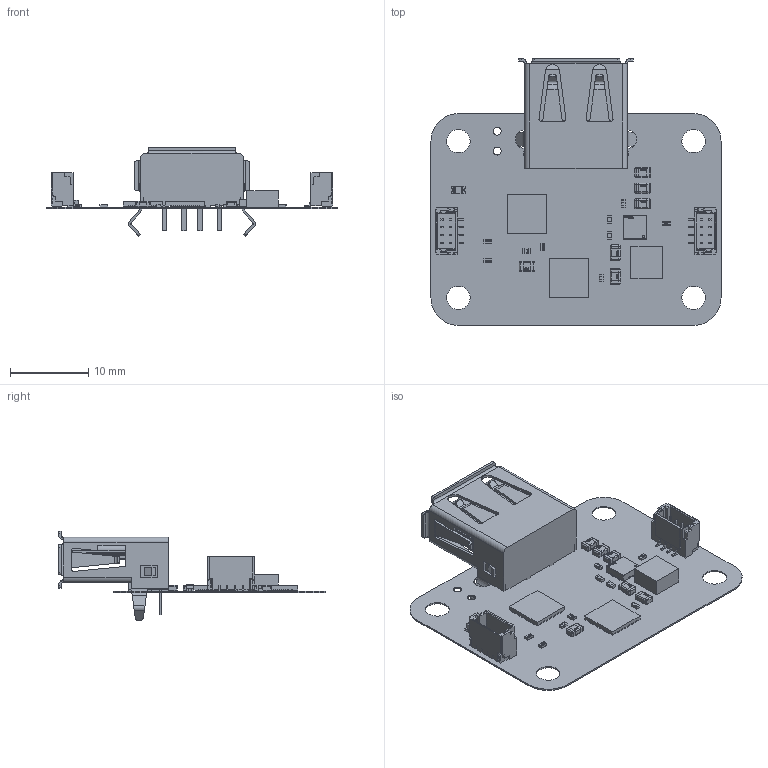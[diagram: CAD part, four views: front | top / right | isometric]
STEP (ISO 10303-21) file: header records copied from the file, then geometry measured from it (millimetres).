
FILE_DESCRIPTION(('Open CASCADE Model'),'2;1');
FILE_NAME('Open CASCADE Shape Model','2025-05-29T06:48:10',('Author'),( 'Open CASCADE'),'Open CASCADE STEP processor 7.5','Open CASCADE 7.5' ,'Unknown');
FILE_SCHEMA(('AUTOMOTIVE_DESIGN { 1 0 10303 214 1 1 1 1 }'));
Length unit declared in the file: millimetre
Products named in the file (55): PCB; Board; Open CASCADE STEP translator 7.5 1.1.1; R1; User Library-R SMD 0402; User Library-R SMD 0402_0402 BODY; User Library-R SMD 0402_0402 PAD; User Library-R SMD 0402_0402 OPIS; R7; R9; R10; 6347356272; Extruded; 6347356112; C9; C0402; C8; 0805 SMD Capacitor; U3; IC_Texas_Instruments_TPS61232DRCR_eec; Body; Pads; TI logo; Ti text; R8; C5; C4; C3; L1; 6347355632; X2; c-292303-1-e4-3d; C6; C7; U; DUELink-U-Connector-BM04B-SRSS-TB; D; DUELink-Connector-BM04B-SRSS-TB; STAT; 0603 LED Green ...
Assembly tree (70 placements, depth 4):
  PCB
    Board
      Open CASCADE STEP translator 7.5 1.1.1
    R1
      User Library-R SMD 0402
        User Library-R SMD 0402_0402 BODY
        User Library-R SMD 0402_0402 PAD  x2
        User Library-R SMD 0402_0402 OPIS
    R7
      User Library-R SMD 0402
        User Library-R SMD 0402_0402 BODY
        User Library-R SMD 0402_0402 PAD  x2
        User Library-R SMD 0402_0402 OPIS
    R9
      User Library-R SMD 0402
        User Library-R SMD 0402_0402 BODY
        User Library-R SMD 0402_0402 PAD  x2
        User Library-R SMD 0402_0402 OPIS
    R10
      6347356272
        Extruded
      6347356112  x2
        Extruded
    C9
      C0402
    C8
      0805 SMD Capacitor
    U3
      IC_Texas_Instruments_TPS61232DRCR_eec
        Body
        Pads
        TI logo
        Ti text
    R8
      6347356272
        Extruded
      6347356112  x2
        Extruded
    C5
      0805 SMD Capacitor
    C4
      0805 SMD Capacitor
    C3
      0805 SMD Capacitor
    L1
      6347355632
        Extruded
    X2
      c-292303-1-e4-3d
    C6
      C0402
    C7
      0805 SMD Capacitor
    U
      DUELink-U-Connector-BM04B-SRSS-TB
    D
      DUELink-Connector-BM04B-SRSS-TB
    STAT
      0603 LED Green
        Solid1
Bounding box: 37 x 34 x 11.37 mm (x, y, z)
Volume: 1057 mm3; surface area: 4049.1 mm2
Topology: 170 solids, 170 shells, 3409 faces, 9893 edges, 8295 vertices
Faces by surface type: plane 2159, cylinder 622, bspline 546, sphere 56, revolution 24, torus 2
Full cylindrical faces by diameter (mm): 1 x4, 1.016 x2, 2.3 x2, 3 x4
Entity records: 90988 total; most frequent: CARTESIAN_POINT 23683, DIRECTION 10969, ORIENTED_EDGE 10844, LINE 5545, VECTOR 5545, EDGE_CURVE 5422, VERTEX_POINT 3541, AXIS2_PLACEMENT_3D 2708
